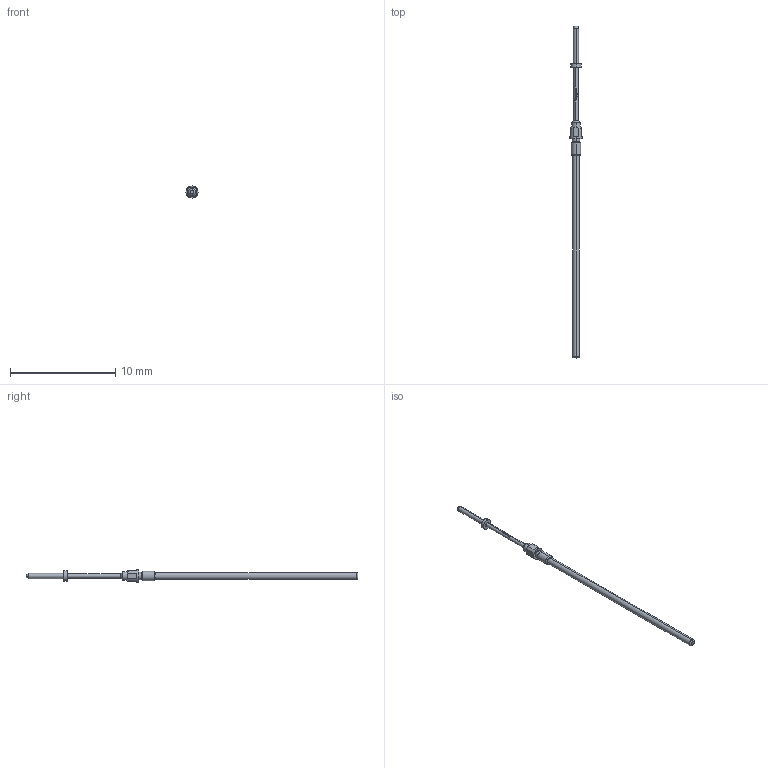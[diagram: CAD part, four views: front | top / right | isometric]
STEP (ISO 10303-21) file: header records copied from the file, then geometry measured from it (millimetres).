
FILE_DESCRIPTION (( 'STEP AP203' ), '1' );
FILE_NAME ('INGUN_T-097_305_050_360_100Axx02MO.STEP', '2022-02-09T05:40:38', ( 'ochi' ), ( '' ), 'SwSTEP 2.0', 'SolidWorks 2018', '' );
FILE_SCHEMA (( 'CONFIG_CONTROL_DESIGN' ));
Length unit declared in the file: millimetre
Products named in the file (1): INGUN_T-097_305_050_360_100Axx02MO
Bounding box: 1.15 x 31.5 x 1.15 mm (x, y, z)
Volume: 10.3 mm3; surface area: 65.3 mm2
Topology: 1 solids, 1 shells, 112 faces, 304 edges, 197 vertices
Faces by surface type: plane 43, cylinder 35, bspline 22, cone 8, torus 2, sphere 2
Entity records: 4019 total; most frequent: CARTESIAN_POINT 1544, ORIENTED_EDGE 604, DIRECTION 336, EDGE_CURVE 302, B_SPLINE_CURVE_WITH_KNOTS 198, VERTEX_POINT 197, AXIS2_PLACEMENT_3D 141, EDGE_LOOP 117
